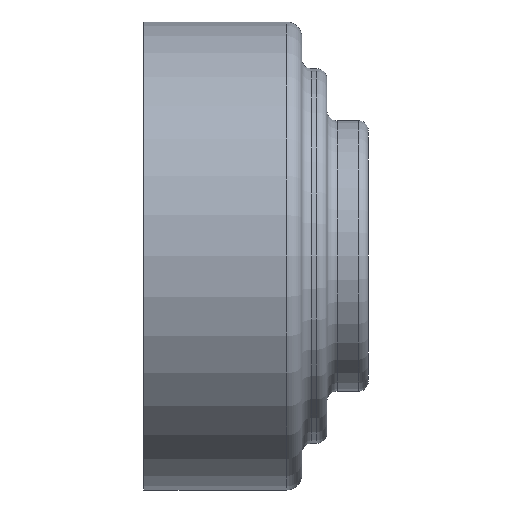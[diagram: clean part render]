
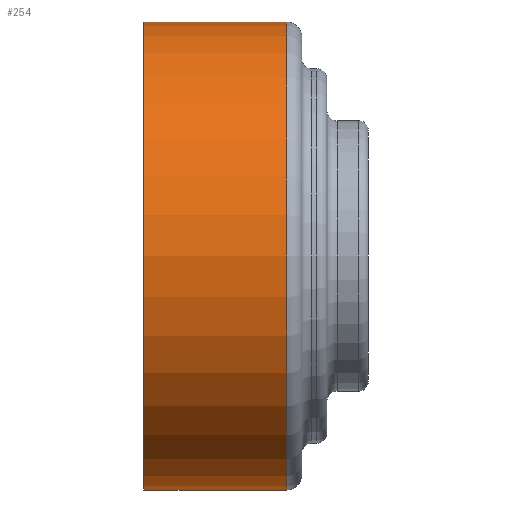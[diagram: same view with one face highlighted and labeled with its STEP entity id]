
A CAD part, front view. The second image highlights one B-rep face of the part: STEP entity #254.
In plain terms, the highlighted cylindrical face has radius 23.25 mm (diameter 46.5 mm), a partial arc.
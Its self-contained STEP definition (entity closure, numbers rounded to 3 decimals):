
#18 = CIRCLE ( 'NONE', #393, 23.25 ) ;
#20 = AXIS2_PLACEMENT_3D ( 'NONE', #1377, #637, #1361 ) ;
#38 = VERTEX_POINT ( 'NONE', #1058 ) ;
#89 = VERTEX_POINT ( 'NONE', #1160 ) ;
#93 = CARTESIAN_POINT ( 'NONE',  ( -36.937, 0., -23.25 ) ) ;
#110 = EDGE_CURVE ( 'NONE', #389, #585, #18, .T. ) ;
#113 = DIRECTION ( 'NONE',  ( 0., 0., 1. ) ) ;
#197 = DIRECTION ( 'NONE',  ( -1., 0., 0. ) ) ;
#220 = LINE ( 'NONE', #93, #298 ) ;
#225 = EDGE_CURVE ( 'NONE', #89, #38, #1046, .T. ) ;
#254 = ADVANCED_FACE ( 'NONE', ( #320 ), #948, .T. ) ;
#276 = VECTOR ( 'NONE', #905, 1000. ) ;
#298 = VECTOR ( 'NONE', #748, 1000. ) ;
#320 = FACE_OUTER_BOUND ( 'NONE', #700, .T. ) ;
#347 = DIRECTION ( 'NONE',  ( -1., 0., 0. ) ) ;
#389 = VERTEX_POINT ( 'NONE', #737 ) ;
#393 = AXIS2_PLACEMENT_3D ( 'NONE', #1075, #347, #1081 ) ;
#484 = LINE ( 'NONE', #489, #276 ) ;
#489 = CARTESIAN_POINT ( 'NONE',  ( -36.937, 0., 23.25 ) ) ;
#524 = ORIENTED_EDGE ( 'NONE', *, *, #1099, .T. ) ;
#535 = CARTESIAN_POINT ( 'NONE',  ( -0.3, 0., 0. ) ) ;
#585 = VERTEX_POINT ( 'NONE', #662 ) ;
#614 = ORIENTED_EDGE ( 'NONE', *, *, #863, .F. ) ;
#637 = DIRECTION ( 'NONE',  ( -1., 0., 0. ) ) ;
#655 = ORIENTED_EDGE ( 'NONE', *, *, #110, .F. ) ;
#662 = CARTESIAN_POINT ( 'NONE',  ( -14.5, 0., 23.25 ) ) ;
#700 = EDGE_LOOP ( 'NONE', ( #614, #1194, #524, #655 ) ) ;
#737 = CARTESIAN_POINT ( 'NONE',  ( -14.5, 0., -23.25 ) ) ;
#748 = DIRECTION ( 'NONE',  ( -1., 0., 0. ) ) ;
#863 = EDGE_CURVE ( 'NONE', #89, #389, #220, .T. ) ;
#905 = DIRECTION ( 'NONE',  ( -1., 0., 0. ) ) ;
#948 = CYLINDRICAL_SURFACE ( 'NONE', #20, 23.25 ) ;
#1046 = CIRCLE ( 'NONE', #1376, 23.25 ) ;
#1058 = CARTESIAN_POINT ( 'NONE',  ( -0.3, 0., 23.25 ) ) ;
#1075 = CARTESIAN_POINT ( 'NONE',  ( -14.5, 0., 0. ) ) ;
#1081 = DIRECTION ( 'NONE',  ( 0., 0., 1. ) ) ;
#1099 = EDGE_CURVE ( 'NONE', #38, #585, #484, .T. ) ;
#1160 = CARTESIAN_POINT ( 'NONE',  ( -0.3, 0., -23.25 ) ) ;
#1194 = ORIENTED_EDGE ( 'NONE', *, *, #225, .T. ) ;
#1361 = DIRECTION ( 'NONE',  ( 0., 0., 1. ) ) ;
#1376 = AXIS2_PLACEMENT_3D ( 'NONE', #535, #197, #113 ) ;
#1377 = CARTESIAN_POINT ( 'NONE',  ( -36.937, 0., 0. ) ) ;
